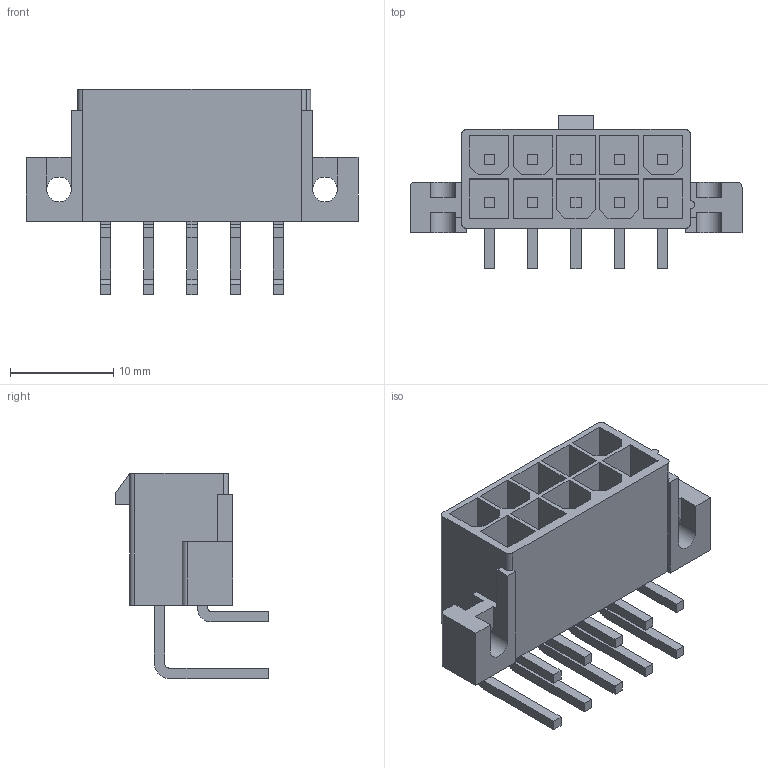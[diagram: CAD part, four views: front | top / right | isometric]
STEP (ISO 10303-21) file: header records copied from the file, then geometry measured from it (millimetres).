
FILE_DESCRIPTION((''),'2;1');
FILE_NAME('039291107','2007-04-12T',('rnarayana'),(''),'PRO/ENGINEER BY PARAMETRIC TECHNOLOGY CORPORATION, 2003451','PRO/ENGINEER BY PARAMETRIC TECHNOLOGY CORPORATION, 2003451','');
FILE_SCHEMA(('CONFIG_CONTROL_DESIGN'));
Length unit declared in the file: millimetre
Products named in the file (1): 039291107
Bounding box: 32.2 x 14.9 x 19.9 mm (x, y, z)
Volume: 1710.3 mm3; surface area: 3624.6 mm2
Topology: 1 solids, 1 shells, 249 faces, 677 edges, 458 vertices
Faces by surface type: plane 218, cylinder 31
Entity records: 7780 total; most frequent: CARTESIAN_POINT 1358, ORIENTED_EDGE 1302, DIRECTION 1265, EDGE_CURVE 651, VECTOR 591, LINE 591, VERTEX_POINT 430, AXIS2_PLACEMENT_3D 337
